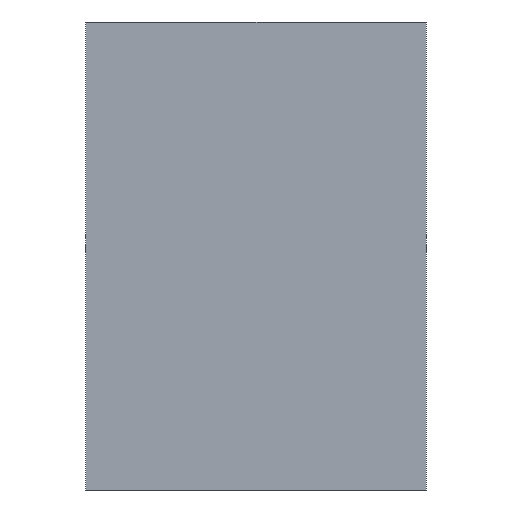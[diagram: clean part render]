
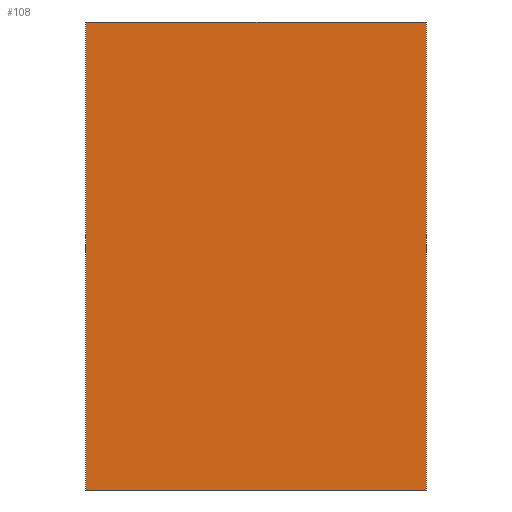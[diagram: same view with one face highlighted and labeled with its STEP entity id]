
A CAD part, left-side view. The second image highlights one B-rep face of the part: STEP entity #108.
In plain terms, the highlighted planar face has unit normal (-1, 0, 0).
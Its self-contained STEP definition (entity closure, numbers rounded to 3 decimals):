
#22=FACE_OUTER_BOUND('',#28,.T.);
#28=EDGE_LOOP('',(#87,#88,#89,#90));
#32=LINE('',#170,#44);
#40=LINE('',#185,#52);
#41=LINE('',#187,#53);
#42=LINE('',#188,#54);
#44=VECTOR('',#140,10.);
#52=VECTOR('',#152,10.);
#53=VECTOR('',#155,10.);
#54=VECTOR('',#156,10.);
#56=VERTEX_POINT('',#167);
#57=VERTEX_POINT('',#169);
#61=VERTEX_POINT('',#181);
#62=VERTEX_POINT('',#183);
#64=EDGE_CURVE('',#56,#57,#32,.T.);
#72=EDGE_CURVE('',#61,#62,#40,.T.);
#73=EDGE_CURVE('',#56,#61,#41,.T.);
#74=EDGE_CURVE('',#57,#62,#42,.T.);
#87=ORIENTED_EDGE('',*,*,#73,.T.);
#88=ORIENTED_EDGE('',*,*,#72,.T.);
#89=ORIENTED_EDGE('',*,*,#74,.F.);
#90=ORIENTED_EDGE('',*,*,#64,.F.);
#102=PLANE('',#129);
#108=ADVANCED_FACE('',(#22),#102,.T.);
#129=AXIS2_PLACEMENT_3D('',#186,#153,#154);
#140=DIRECTION('',(0.,-1.,0.));
#152=DIRECTION('',(0.,-1.,0.));
#153=DIRECTION('center_axis',(-1.,0.,0.));
#154=DIRECTION('ref_axis',(0.,0.,-1.));
#155=DIRECTION('',(0.,0.,-1.));
#156=DIRECTION('',(0.,0.,-1.));
#167=CARTESIAN_POINT('',(-21.905,-0.856,-10.964));
#169=CARTESIAN_POINT('',(-21.905,-8.856,-10.964));
#170=CARTESIAN_POINT('',(-21.905,-0.856,-10.964));
#181=CARTESIAN_POINT('',(-21.905,-0.856,-21.964));
#183=CARTESIAN_POINT('',(-21.905,-8.856,-21.964));
#185=CARTESIAN_POINT('',(-21.905,-0.856,-21.964));
#186=CARTESIAN_POINT('Origin',(-21.905,-0.856,-10.964));
#187=CARTESIAN_POINT('',(-21.905,-0.856,-10.964));
#188=CARTESIAN_POINT('',(-21.905,-8.856,-10.964));
